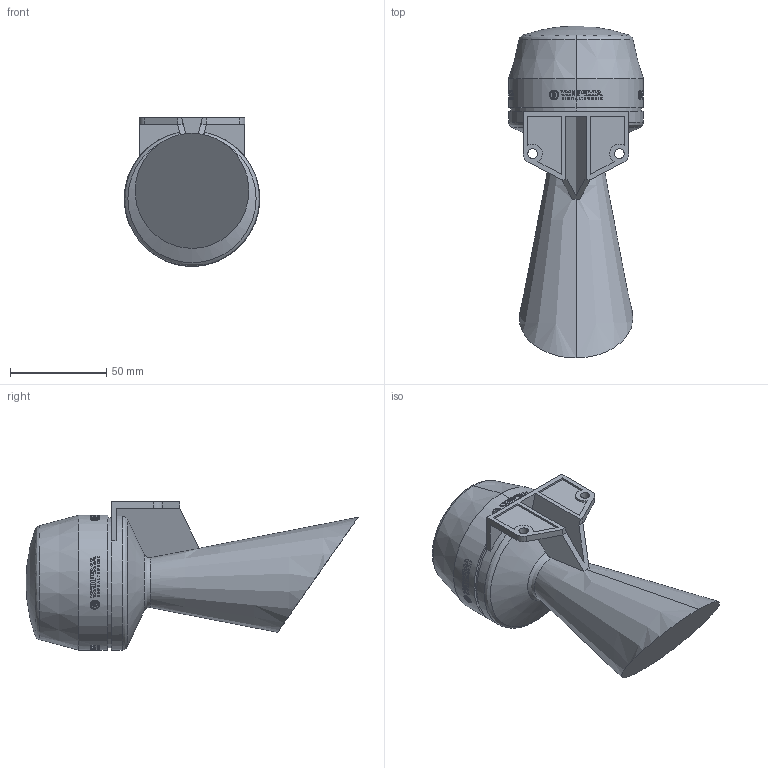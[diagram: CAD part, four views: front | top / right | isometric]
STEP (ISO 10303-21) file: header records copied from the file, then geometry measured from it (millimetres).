
FILE_DESCRIPTION (( 'STEP AP214' ), '1' );
FILE_NAME ('58205267.STEP', '2018-02-26T16:36:22', ( '' ), ( '' ), 'SwSTEP 2.0', 'SolidWorks 2017', '' );
FILE_SCHEMA (( 'AUTOMOTIVE_DESIGN' ));
Products named in the file (1): 58205267
Bounding box: 70.2 x 172.3 x 77.1 mm (x, y, z)
Volume: 328988.4 mm3; surface area: 39085.2 mm2
Topology: 1 solids, 1 shells, 1036 faces, 2794 edges, 1853 vertices
Faces by surface type: plane 590, bspline 320, cylinder 119, cone 5, torus 2
Entity records: 78154 total; most frequent: CARTESIAN_POINT 53757, ORIENTED_EDGE 5584, DIRECTION 4186, EDGE_CURVE 2792, VERTEX_POINT 1853, LINE 1438, VECTOR 1438, AXIS2_PLACEMENT_3D 1374
